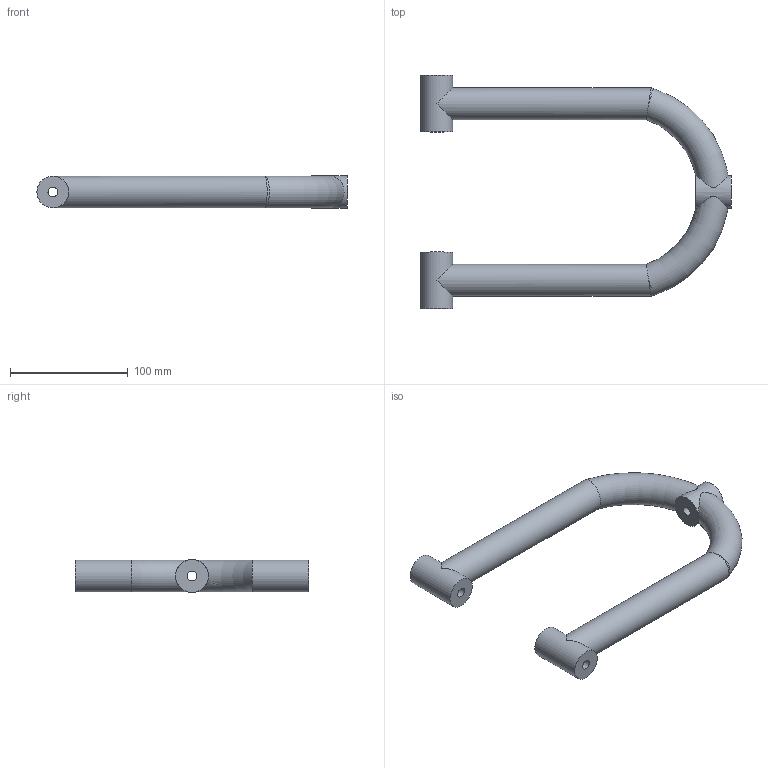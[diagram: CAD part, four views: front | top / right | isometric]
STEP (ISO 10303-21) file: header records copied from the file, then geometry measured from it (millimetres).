
FILE_DESCRIPTION(('FreeCAD Model'),'2;1');
FILE_NAME('Open CASCADE Shape Model','2025-05-03T19:14:02',('FreeCAD'),( 'FreeCAD'),'Open CASCADE STEP processor 7.6','FreeCAD','Unknown');
FILE_SCHEMA(('AUTOMOTIVE_DESIGN { 1 0 10303 214 1 1 1 1 }'));
Length unit declared in the file: millimetre
Products named in the file (1): Open CASCADE STEP translator 7.6 1
Bounding box: 263.5 x 198 x 28 mm (x, y, z)
Volume: 359875.9 mm3; surface area: 58693.8 mm2
Topology: 1 solids, 1 shells, 18 faces, 48 edges, 32 vertices
Faces by surface type: cylinder 10, plane 6, torus 2
Full cylindrical faces by diameter (mm): 8.2 x3, 27 x4, 28 x1
Entity records: 764 total; most frequent: CARTESIAN_POINT 284, DIRECTION 102, ORIENTED_EDGE 96, EDGE_CURVE 48, AXIS2_PLACEMENT_3D 46, VERTEX_POINT 32, FACE_BOUND 24, EDGE_LOOP 24
